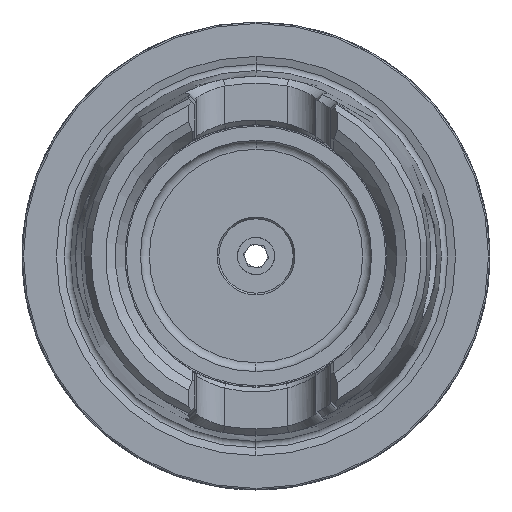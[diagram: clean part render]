
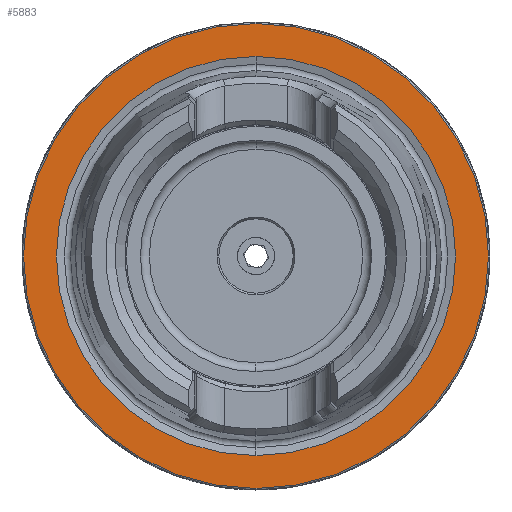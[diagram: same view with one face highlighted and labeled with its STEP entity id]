
A CAD part, left-side view. The second image highlights one B-rep face of the part: STEP entity #5883.
In plain terms, the highlighted planar face has unit normal (-1, 0, 0).
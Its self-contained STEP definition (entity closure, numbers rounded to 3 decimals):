
#9 = CARTESIAN_POINT ( 'NONE',  ( 0., 0., 0. ) ) ;
#10 = DIRECTION ( 'NONE',  ( -1., 0., 0. ) ) ;
#11 = DIRECTION ( 'NONE',  ( 0., 0., 1. ) ) ;
#854 = CARTESIAN_POINT ( 'NONE',  ( 0., 0., -26.85 ) ) ;
#929 = CARTESIAN_POINT ( 'NONE',  ( 0., 0., 26.85 ) ) ;
#1089 = CARTESIAN_POINT ( 'NONE',  ( 0., 0., 31.275 ) ) ;
#1105 = CARTESIAN_POINT ( 'NONE',  ( 0., 0., -31.275 ) ) ;
#1243 = DIRECTION ( 'NONE',  ( 0., 0., 1. ) ) ;
#1269 = DIRECTION ( 'NONE',  ( -1., 0., 0. ) ) ;
#1301 = CARTESIAN_POINT ( 'NONE',  ( 0., 0., 0. ) ) ;
#1480 = EDGE_LOOP ( 'NONE', ( #1671, #1679 ) ) ;
#1666 = ORIENTED_EDGE ( 'NONE', *, *, #10161, .F. ) ;
#1671 = ORIENTED_EDGE ( 'NONE', *, *, #4305, .T. ) ;
#1679 = ORIENTED_EDGE ( 'NONE', *, *, #4269, .T. ) ;
#1703 = ORIENTED_EDGE ( 'NONE', *, *, #4207, .F. ) ;
#1910 = EDGE_LOOP ( 'NONE', ( #1666, #1703 ) ) ;
#4207 = EDGE_CURVE ( 'NONE', #11179, #11271, #11132, .T. ) ;
#4269 = EDGE_CURVE ( 'NONE', #11499, #11479, #11335, .T. ) ;
#4305 = EDGE_CURVE ( 'NONE', #11479, #11499, #5086, .T. ) ;
#4555 = DIRECTION ( 'NONE',  ( 0., 0., -1. ) ) ;
#4608 = DIRECTION ( 'NONE',  ( 1., 0., 0. ) ) ;
#4614 = PLANE ( 'NONE',  #12425 ) ;
#4795 = CARTESIAN_POINT ( 'NONE',  ( 0., 31.275, 0. ) ) ;
#5086 = CIRCLE ( 'NONE', #9751, 31.275 ) ;
#5464 = FACE_OUTER_BOUND ( 'NONE', #1480, .T. ) ;
#5466 = FACE_BOUND ( 'NONE', #1910, .T. ) ;
#5883 = ADVANCED_FACE ( 'NONE', ( #5466, #5464 ), #4614, .F. ) ;
#7858 = DIRECTION ( 'NONE',  ( 0., 0., 1. ) ) ;
#7859 = DIRECTION ( 'NONE',  ( -1., 0., 0. ) ) ;
#7860 = CARTESIAN_POINT ( 'NONE',  ( 0., 0., 0. ) ) ;
#8102 = DIRECTION ( 'NONE',  ( 0., 0., 1. ) ) ;
#8103 = DIRECTION ( 'NONE',  ( -1., 0., 0. ) ) ;
#8104 = CARTESIAN_POINT ( 'NONE',  ( 0., 0., 0. ) ) ;
#9751 = AXIS2_PLACEMENT_3D ( 'NONE', #1301, #1269, #1243 ) ;
#9822 = AXIS2_PLACEMENT_3D ( 'NONE', #7860, #7859, #7858 ) ;
#10069 = AXIS2_PLACEMENT_3D ( 'NONE', #8104, #8103, #8102 ) ;
#10161 = EDGE_CURVE ( 'NONE', #11271, #11179, #11658, .T. ) ;
#11132 = CIRCLE ( 'NONE', #10069, 26.85 ) ;
#11179 = VERTEX_POINT ( 'NONE', #854 ) ;
#11271 = VERTEX_POINT ( 'NONE', #929 ) ;
#11335 = CIRCLE ( 'NONE', #9822, 31.275 ) ;
#11479 = VERTEX_POINT ( 'NONE', #1089 ) ;
#11499 = VERTEX_POINT ( 'NONE', #1105 ) ;
#11658 = CIRCLE ( 'NONE', #12173, 26.85 ) ;
#12173 = AXIS2_PLACEMENT_3D ( 'NONE', #9, #10, #11 ) ;
#12425 = AXIS2_PLACEMENT_3D ( 'NONE', #4795, #4608, #4555 ) ;
